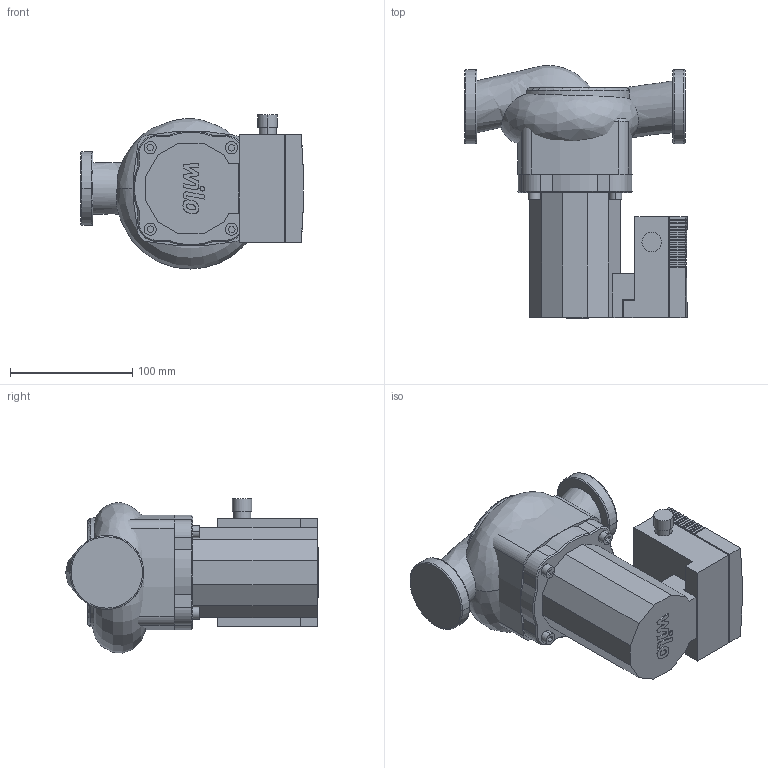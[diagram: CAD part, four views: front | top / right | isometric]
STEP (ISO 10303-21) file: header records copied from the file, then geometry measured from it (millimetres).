
FILE_DESCRIPTION((''),'2;1');
FILE_NAME('3d_TOP-STG30_7DM-2131758.stp','2014-09-03T12:31:20',(''),(''),'Mechanical Desktop 2009','Mechanical Desktop 2009',', , ');
FILE_SCHEMA(('CONFIG_CONTROL_DESIGN'));
Length unit declared in the file: millimetre
Products named in the file (1): Product
Bounding box: 181.78 x 206.41 x 125.82 mm (x, y, z)
Volume: 1883488.5 mm3; surface area: 164344.2 mm2
Topology: 8 solids, 8 shells, 398 faces, 1068 edges, 701 vertices
Faces by surface type: plane 184, bspline 157, cylinder 33, cone 18, torus 6
Entity records: 17091 total; most frequent: CARTESIAN_POINT 7519, ORIENTED_EDGE 2136, DIRECTION 1637, EDGE_CURVE 1068, VECTOR 821, LINE 821, VERTEX_POINT 701, EDGE_LOOP 415
